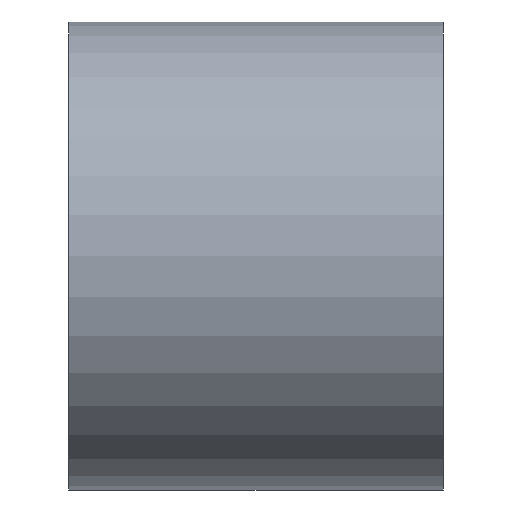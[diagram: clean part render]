
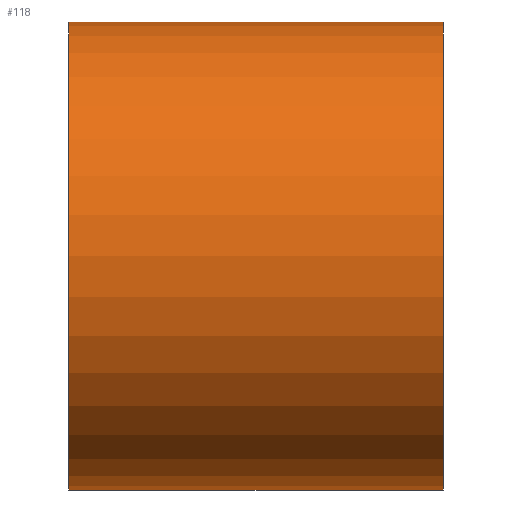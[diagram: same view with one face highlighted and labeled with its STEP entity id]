
A CAD part, left-side view. The second image highlights one B-rep face of the part: STEP entity #118.
In plain terms, the highlighted cylindrical face has radius 3.969 mm (diameter 7.938 mm), a partial arc.
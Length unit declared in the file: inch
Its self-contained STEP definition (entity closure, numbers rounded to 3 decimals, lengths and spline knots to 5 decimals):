
#1 = ORIENTED_EDGE ( 'NONE', *, *, #115, .F. ) ;
#2 = ORIENTED_EDGE ( 'NONE', *, *, #112, .F. ) ;
#3 = ORIENTED_EDGE ( 'NONE', *, *, #116, .T. ) ;
#12 = LINE ( 'NONE', #13, #81 ) ;
#13 = CARTESIAN_POINT ( 'NONE',  ( 0., 0.25, 0.15625 ) ) ;
#14 = DIRECTION ( 'NONE',  ( 0., -1., 0. ) ) ;
#17 = CARTESIAN_POINT ( 'NONE',  ( 0., 0.25, 0. ) ) ;
#18 = LINE ( 'NONE', #19, #83 ) ;
#19 = CARTESIAN_POINT ( 'NONE',  ( 0., 0.25, -0.15625 ) ) ;
#20 = DIRECTION ( 'NONE',  ( 0., -1., 0. ) ) ;
#21 = DIRECTION ( 'NONE',  ( 0., 1., 0. ) ) ;
#22 = DIRECTION ( 'NONE',  ( 0., 0., 1. ) ) ;
#23 = CARTESIAN_POINT ( 'NONE',  ( 0., 0., 0. ) ) ;
#24 = DIRECTION ( 'NONE',  ( 0., 1., 0. ) ) ;
#25 = DIRECTION ( 'NONE',  ( 0., 0., 1. ) ) ;
#29 = CARTESIAN_POINT ( 'NONE',  ( 0., 0.25, 0. ) ) ;
#30 = DIRECTION ( 'NONE',  ( 0., -1., 0. ) ) ;
#31 = DIRECTION ( 'NONE',  ( 0., 0., -1. ) ) ;
#40 = CARTESIAN_POINT ( 'NONE',  ( 0., 0.25, -0.15625 ) ) ;
#41 = CARTESIAN_POINT ( 'NONE',  ( 0., 0., -0.15625 ) ) ;
#42 = CARTESIAN_POINT ( 'NONE',  ( 0., 0., 0.15625 ) ) ;
#43 = CARTESIAN_POINT ( 'NONE',  ( 0., 0.25, 0.15625 ) ) ;
#79 = AXIS2_PLACEMENT_3D ( 'NONE', #23, #24, #25 ) ;
#81 = VECTOR ( 'NONE', #14, 39.37008 ) ;
#82 = AXIS2_PLACEMENT_3D ( 'NONE', #17, #21, #22 ) ;
#83 = VECTOR ( 'NONE', #20, 39.37008 ) ;
#85 = FACE_OUTER_BOUND ( 'NONE', #138, .T. ) ;
#88 = AXIS2_PLACEMENT_3D ( 'NONE', #29, #30, #31 ) ;
#89 = CYLINDRICAL_SURFACE ( 'NONE', #88, 0.15625 ) ;
#112 = EDGE_CURVE ( 'NONE', #132, #131, #12, .T. ) ;
#114 = EDGE_CURVE ( 'NONE', #129, #130, #18, .T. ) ;
#115 = EDGE_CURVE ( 'NONE', #129, #132, #123, .T. ) ;
#116 = EDGE_CURVE ( 'NONE', #130, #131, #122, .T. ) ;
#118 = ADVANCED_FACE ( 'NONE', ( #85 ), #89, .T. ) ;
#122 = CIRCLE ( 'NONE', #79, 0.15625 ) ;
#123 = CIRCLE ( 'NONE', #82, 0.15625 ) ;
#129 = VERTEX_POINT ( 'NONE', #40 ) ;
#130 = VERTEX_POINT ( 'NONE', #41 ) ;
#131 = VERTEX_POINT ( 'NONE', #42 ) ;
#132 = VERTEX_POINT ( 'NONE', #43 ) ;
#134 = ORIENTED_EDGE ( 'NONE', *, *, #114, .T. ) ;
#138 = EDGE_LOOP ( 'NONE', ( #2, #1, #134, #3 ) ) ;
